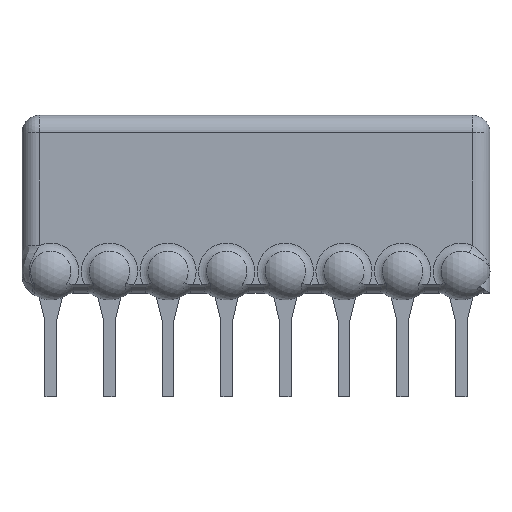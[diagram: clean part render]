
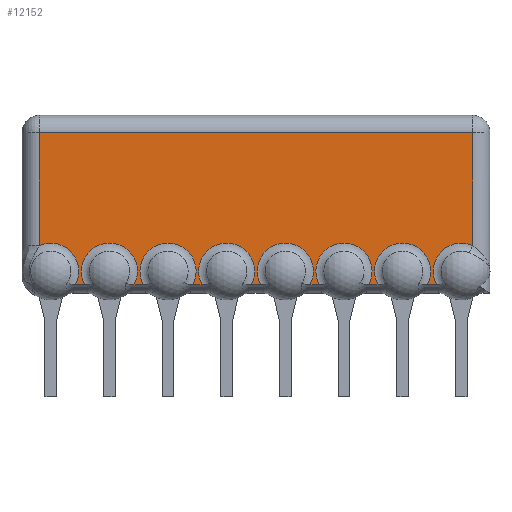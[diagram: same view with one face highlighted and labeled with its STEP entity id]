
A CAD part, left-side view. The second image highlights one B-rep face of the part: STEP entity #12152.
In plain terms, the highlighted planar face has unit normal (-1, 0, 0).
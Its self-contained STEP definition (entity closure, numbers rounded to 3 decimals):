
#2888 = EDGE_CURVE('',#2889,#2891,#2893,.T.);
#2889 = VERTEX_POINT('',#2890);
#2890 = CARTESIAN_POINT('',(-0.75,19.52,6.005));
#2891 = VERTEX_POINT('',#2892);
#2892 = CARTESIAN_POINT('',(-0.75,19.52,1.112));
#2893 = LINE('',#2894,#2895);
#2894 = CARTESIAN_POINT('',(-0.75,19.52,6.005));
#2895 = VECTOR('',#2896,1.);
#2896 = DIRECTION('',(0.,0.,-1.));
#3022 = EDGE_CURVE('',#3023,#2889,#3025,.T.);
#3023 = VERTEX_POINT('',#3024);
#3024 = CARTESIAN_POINT('',(-0.75,0.75,6.005));
#3025 = LINE('',#3026,#3027);
#3026 = CARTESIAN_POINT('',(-0.75,0.75,6.005));
#3027 = VECTOR('',#3028,1.);
#3028 = DIRECTION('',(0.,1.,0.));
#3054 = VERTEX_POINT('',#3055);
#3055 = CARTESIAN_POINT('',(-0.75,17.959,-0.589));
#3096 = VERTEX_POINT('',#3097);
#3097 = CARTESIAN_POINT('',(-0.75,17.551,-0.589));
#3106 = EDGE_CURVE('',#3096,#3054,#3107,.T.);
#3107 = LINE('',#3108,#3109);
#3108 = CARTESIAN_POINT('',(-0.75,17.551,-0.589));
#3109 = VECTOR('',#3110,1.);
#3110 = DIRECTION('',(0.,1.,0.));
#3154 = EDGE_CURVE('',#3023,#3155,#3157,.T.);
#3155 = VERTEX_POINT('',#3156);
#3156 = CARTESIAN_POINT('',(-0.75,0.75,
    1.112));
#3157 = LINE('',#3158,#3159);
#3158 = CARTESIAN_POINT('',(-0.75,0.75,6.005));
#3159 = VECTOR('',#3160,1.);
#3160 = DIRECTION('',(0.,0.,-1.));
#3283 = VERTEX_POINT('',#3284);
#3284 = CARTESIAN_POINT('',(-0.75,15.419,-0.589));
#3325 = VERTEX_POINT('',#3326);
#3326 = CARTESIAN_POINT('',(-0.75,15.011,-0.589));
#3335 = EDGE_CURVE('',#3325,#3283,#3336,.T.);
#3336 = LINE('',#3337,#3338);
#3337 = CARTESIAN_POINT('',(-0.75,15.011,-0.589));
#3338 = VECTOR('',#3339,1.);
#3339 = DIRECTION('',(0.,1.,0.));
#3372 = VERTEX_POINT('',#3373);
#3373 = CARTESIAN_POINT('',(-0.75,2.311,-0.589));
#3382 = EDGE_CURVE('',#3372,#3383,#3385,.T.);
#3383 = VERTEX_POINT('',#3384);
#3384 = CARTESIAN_POINT('',(-0.75,2.719,-0.589));
#3385 = LINE('',#3386,#3387);
#3386 = CARTESIAN_POINT('',(-0.75,2.311,-0.589));
#3387 = VECTOR('',#3388,1.);
#3388 = DIRECTION('',(0.,1.,0.));
#3517 = VERTEX_POINT('',#3518);
#3518 = CARTESIAN_POINT('',(-0.75,12.879,-0.589));
#3559 = VERTEX_POINT('',#3560);
#3560 = CARTESIAN_POINT('',(-0.75,12.471,-0.589));
#3569 = EDGE_CURVE('',#3559,#3517,#3570,.T.);
#3570 = LINE('',#3571,#3572);
#3571 = CARTESIAN_POINT('',(-0.75,12.471,-0.589));
#3572 = VECTOR('',#3573,1.);
#3573 = DIRECTION('',(0.,1.,0.));
#3586 = VERTEX_POINT('',#3587);
#3587 = CARTESIAN_POINT('',(-0.75,4.851,-0.589));
#3596 = EDGE_CURVE('',#3586,#3597,#3599,.T.);
#3597 = VERTEX_POINT('',#3598);
#3598 = CARTESIAN_POINT('',(-0.75,5.259,-0.589));
#3599 = LINE('',#3600,#3601);
#3600 = CARTESIAN_POINT('',(-0.75,4.851,-0.589));
#3601 = VECTOR('',#3602,1.);
#3602 = DIRECTION('',(0.,1.,0.));
#3751 = VERTEX_POINT('',#3752);
#3752 = CARTESIAN_POINT('',(-0.75,10.339,-0.589));
#3793 = VERTEX_POINT('',#3794);
#3794 = CARTESIAN_POINT('',(-0.75,9.931,-0.589));
#3803 = EDGE_CURVE('',#3793,#3751,#3804,.T.);
#3804 = LINE('',#3805,#3806);
#3805 = CARTESIAN_POINT('',(-0.75,9.931,-0.589));
#3806 = VECTOR('',#3807,1.);
#3807 = DIRECTION('',(0.,1.,0.));
#3828 = VERTEX_POINT('',#3829);
#3829 = CARTESIAN_POINT('',(-0.75,7.391,-0.589));
#3838 = EDGE_CURVE('',#3828,#3839,#3841,.T.);
#3839 = VERTEX_POINT('',#3840);
#3840 = CARTESIAN_POINT('',(-0.75,7.799,-0.589));
#3841 = LINE('',#3842,#3843);
#3842 = CARTESIAN_POINT('',(-0.75,7.391,-0.589));
#3843 = VECTOR('',#3844,1.);
#3844 = DIRECTION('',(0.,1.,0.));
#12152 = ADVANCED_FACE('',(#12153),#12221,.T.);
#12153 = FACE_BOUND('',#12154,.F.);
#12154 = EDGE_LOOP('',(#12155,#12156,#12157,#12158,#12165,#12166,#12173,
    #12174,#12181,#12182,#12189,#12190,#12197,#12198,#12205,#12206,
    #12213,#12214));
#12155 = ORIENTED_EDGE('',*,*,#2888,.F.);
#12156 = ORIENTED_EDGE('',*,*,#3022,.F.);
#12157 = ORIENTED_EDGE('',*,*,#3154,.T.);
#12158 = ORIENTED_EDGE('',*,*,#12159,.F.);
#12159 = EDGE_CURVE('',#3372,#3155,#12160,.T.);
#12160 = CIRCLE('',#12161,1.218);
#12161 = AXIS2_PLACEMENT_3D('',#12162,#12163,#12164);
#12162 = CARTESIAN_POINT('',(-0.75,1.245,0.));
#12163 = DIRECTION('',(1.,-0.,0.));
#12164 = DIRECTION('',(0.,0.875,-0.484));
#12165 = ORIENTED_EDGE('',*,*,#3382,.T.);
#12166 = ORIENTED_EDGE('',*,*,#12167,.F.);
#12167 = EDGE_CURVE('',#3586,#3383,#12168,.T.);
#12168 = CIRCLE('',#12169,1.218);
#12169 = AXIS2_PLACEMENT_3D('',#12170,#12171,#12172);
#12170 = CARTESIAN_POINT('',(-0.75,3.785,0.));
#12171 = DIRECTION('',(1.,-0.,0.));
#12172 = DIRECTION('',(0.,0.875,-0.484));
#12173 = ORIENTED_EDGE('',*,*,#3596,.T.);
#12174 = ORIENTED_EDGE('',*,*,#12175,.F.);
#12175 = EDGE_CURVE('',#3828,#3597,#12176,.T.);
#12176 = CIRCLE('',#12177,1.218);
#12177 = AXIS2_PLACEMENT_3D('',#12178,#12179,#12180);
#12178 = CARTESIAN_POINT('',(-0.75,6.325,0.));
#12179 = DIRECTION('',(1.,-0.,0.));
#12180 = DIRECTION('',(0.,0.875,-0.484));
#12181 = ORIENTED_EDGE('',*,*,#3838,.T.);
#12182 = ORIENTED_EDGE('',*,*,#12183,.F.);
#12183 = EDGE_CURVE('',#3793,#3839,#12184,.T.);
#12184 = CIRCLE('',#12185,1.218);
#12185 = AXIS2_PLACEMENT_3D('',#12186,#12187,#12188);
#12186 = CARTESIAN_POINT('',(-0.75,8.865,0.));
#12187 = DIRECTION('',(1.,-0.,0.));
#12188 = DIRECTION('',(0.,0.875,-0.484));
#12189 = ORIENTED_EDGE('',*,*,#3803,.T.);
#12190 = ORIENTED_EDGE('',*,*,#12191,.F.);
#12191 = EDGE_CURVE('',#3559,#3751,#12192,.T.);
#12192 = CIRCLE('',#12193,1.218);
#12193 = AXIS2_PLACEMENT_3D('',#12194,#12195,#12196);
#12194 = CARTESIAN_POINT('',(-0.75,11.405,0.));
#12195 = DIRECTION('',(1.,-0.,0.));
#12196 = DIRECTION('',(0.,0.875,-0.484));
#12197 = ORIENTED_EDGE('',*,*,#3569,.T.);
#12198 = ORIENTED_EDGE('',*,*,#12199,.F.);
#12199 = EDGE_CURVE('',#3325,#3517,#12200,.T.);
#12200 = CIRCLE('',#12201,1.218);
#12201 = AXIS2_PLACEMENT_3D('',#12202,#12203,#12204);
#12202 = CARTESIAN_POINT('',(-0.75,13.945,0.));
#12203 = DIRECTION('',(1.,-0.,0.));
#12204 = DIRECTION('',(0.,0.875,-0.484));
#12205 = ORIENTED_EDGE('',*,*,#3335,.T.);
#12206 = ORIENTED_EDGE('',*,*,#12207,.F.);
#12207 = EDGE_CURVE('',#3096,#3283,#12208,.T.);
#12208 = CIRCLE('',#12209,1.218);
#12209 = AXIS2_PLACEMENT_3D('',#12210,#12211,#12212);
#12210 = CARTESIAN_POINT('',(-0.75,16.485,0.));
#12211 = DIRECTION('',(1.,-0.,0.));
#12212 = DIRECTION('',(0.,0.875,-0.484));
#12213 = ORIENTED_EDGE('',*,*,#3106,.T.);
#12214 = ORIENTED_EDGE('',*,*,#12215,.F.);
#12215 = EDGE_CURVE('',#2891,#3054,#12216,.T.);
#12216 = CIRCLE('',#12217,1.218);
#12217 = AXIS2_PLACEMENT_3D('',#12218,#12219,#12220);
#12218 = CARTESIAN_POINT('',(-0.75,19.025,0.));
#12219 = DIRECTION('',(1.,0.,-0.));
#12220 = DIRECTION('',(0.,0.407,0.914));
#12221 = PLANE('',#12222);
#12222 = AXIS2_PLACEMENT_3D('',#12223,#12224,#12225);
#12223 = CARTESIAN_POINT('',(-0.75,0.,-0.589));
#12224 = DIRECTION('',(-1.,0.,0.));
#12225 = DIRECTION('',(0.,0.,1.));
